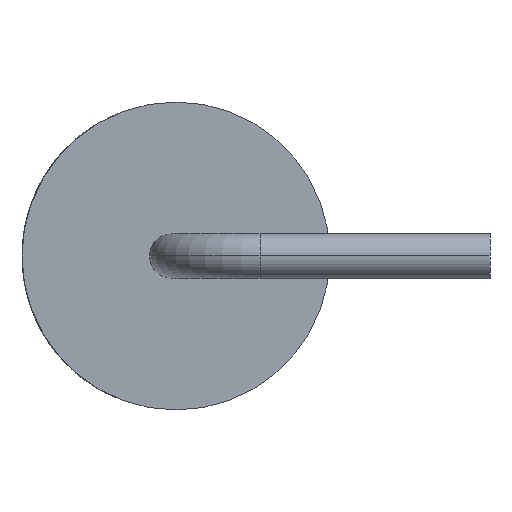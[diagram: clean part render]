
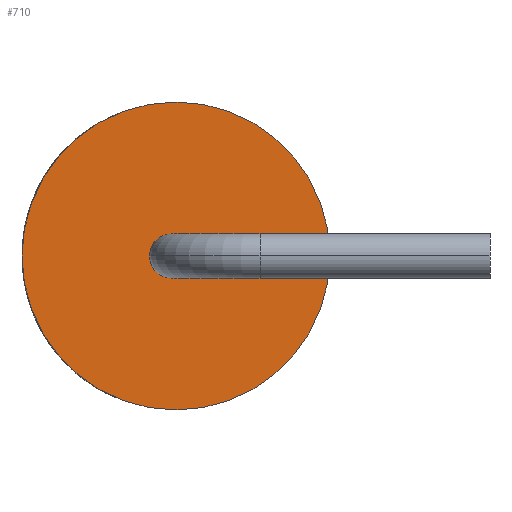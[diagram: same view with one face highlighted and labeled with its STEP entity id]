
A CAD part, left-side view. The second image highlights one B-rep face of the part: STEP entity #710.
In plain terms, the highlighted planar face has unit normal (-1, 0, 0).
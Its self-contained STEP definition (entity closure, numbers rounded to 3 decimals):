
#438 = CIRCLE ( 'NONE', #4790, 0.635 ) ;
#566 = CARTESIAN_POINT ( 'NONE',  ( 5.1, 6.55, 0. ) ) ;
#578 = AXIS2_PLACEMENT_3D ( 'NONE', #1277, #2753, #3190 ) ;
#658 = CARTESIAN_POINT ( 'NONE',  ( 5.1, 6.425, 0. ) ) ;
#710 = ADVANCED_FACE ( 'NONE', ( #4695, #775 ), #2789, .F. ) ;
#775 = FACE_OUTER_BOUND ( 'NONE', #5518, .T. ) ;
#844 = VERTEX_POINT ( 'NONE', #2067 ) ;
#880 = CARTESIAN_POINT ( 'NONE',  ( 5.1, 6.425, -4.425 ) ) ;
#1029 = DIRECTION ( 'NONE',  ( -1., 0., 0. ) ) ;
#1031 = CARTESIAN_POINT ( 'NONE',  ( 5.1, 6.425, 0. ) ) ;
#1098 = DIRECTION ( 'NONE',  ( 0., 0., -1. ) ) ;
#1196 = AXIS2_PLACEMENT_3D ( 'NONE', #1031, #4605, #2045 ) ;
#1228 = VERTEX_POINT ( 'NONE', #880 ) ;
#1277 = CARTESIAN_POINT ( 'NONE',  ( 5.1, 6.55, 0. ) ) ;
#1348 = EDGE_LOOP ( 'NONE', ( #2260, #2305 ) ) ;
#1528 = CARTESIAN_POINT ( 'NONE',  ( 5.1, 6.425, 0. ) ) ;
#1549 = VERTEX_POINT ( 'NONE', #1621 ) ;
#1621 = CARTESIAN_POINT ( 'NONE',  ( 5.1, 6.425, 4.425 ) ) ;
#1697 = EDGE_CURVE ( 'NONE', #3594, #844, #5204, .T. ) ;
#1876 = ORIENTED_EDGE ( 'NONE', *, *, #4673, .F. ) ;
#2045 = DIRECTION ( 'NONE',  ( 0., 0., -1. ) ) ;
#2067 = CARTESIAN_POINT ( 'NONE',  ( 5.1, 7.185, 0. ) ) ;
#2260 = ORIENTED_EDGE ( 'NONE', *, *, #1697, .F. ) ;
#2305 = ORIENTED_EDGE ( 'NONE', *, *, #3162, .F. ) ;
#2488 = EDGE_CURVE ( 'NONE', #1549, #1228, #3871, .T. ) ;
#2753 = DIRECTION ( 'NONE',  ( -1., 0., 0. ) ) ;
#2764 = DIRECTION ( 'NONE',  ( 1., 0., 0. ) ) ;
#2789 = PLANE ( 'NONE',  #3979 ) ;
#3162 = EDGE_CURVE ( 'NONE', #844, #3594, #438, .T. ) ;
#3190 = DIRECTION ( 'NONE',  ( 0., 0., -1. ) ) ;
#3594 = VERTEX_POINT ( 'NONE', #4996 ) ;
#3610 = ORIENTED_EDGE ( 'NONE', *, *, #2488, .F. ) ;
#3871 = CIRCLE ( 'NONE', #4238, 4.425 ) ;
#3979 = AXIS2_PLACEMENT_3D ( 'NONE', #1528, #4972, #1098 ) ;
#4021 = DIRECTION ( 'NONE',  ( 0., 0., -1. ) ) ;
#4238 = AXIS2_PLACEMENT_3D ( 'NONE', #658, #2764, #5373 ) ;
#4605 = DIRECTION ( 'NONE',  ( 1., 0., 0. ) ) ;
#4615 = CIRCLE ( 'NONE', #1196, 4.425 ) ;
#4673 = EDGE_CURVE ( 'NONE', #1228, #1549, #4615, .T. ) ;
#4695 = FACE_BOUND ( 'NONE', #1348, .T. ) ;
#4790 = AXIS2_PLACEMENT_3D ( 'NONE', #566, #1029, #4021 ) ;
#4972 = DIRECTION ( 'NONE',  ( 1., 0., 0. ) ) ;
#4996 = CARTESIAN_POINT ( 'NONE',  ( 5.1, 5.915, 0. ) ) ;
#5204 = CIRCLE ( 'NONE', #578, 0.635 ) ;
#5373 = DIRECTION ( 'NONE',  ( 0., 0., -1. ) ) ;
#5518 = EDGE_LOOP ( 'NONE', ( #3610, #1876 ) ) ;
